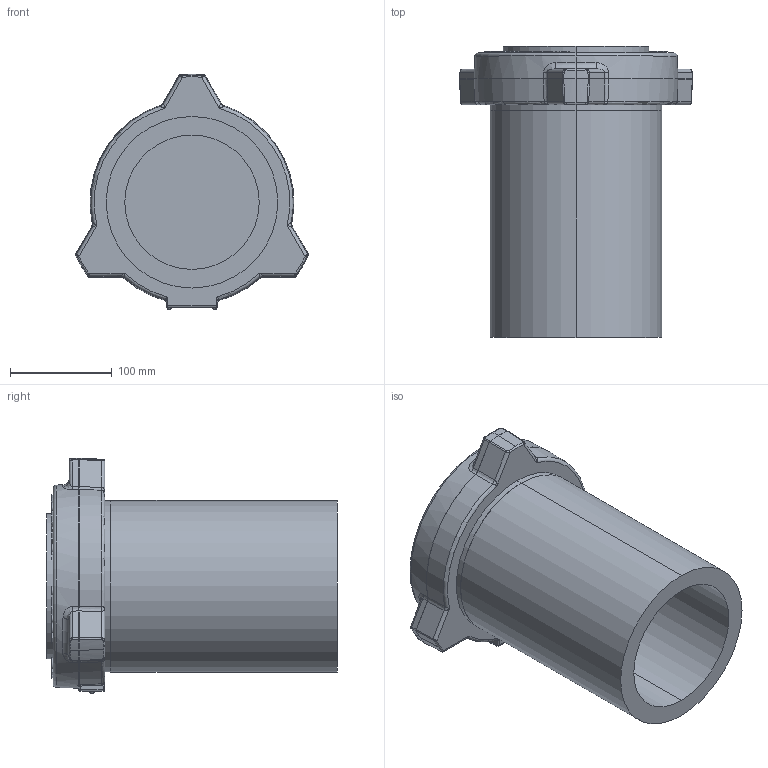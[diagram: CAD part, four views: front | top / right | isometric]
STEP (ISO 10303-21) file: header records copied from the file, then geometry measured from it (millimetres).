
FILE_DESCRIPTION (( 'STEP AP203' ), '1' );
FILE_NAME ('6 INCH 6100 HUC 10 INCH LG. (CCML10).STEP', '2017-10-02T18:19:10', ( '' ), ( '' ), 'SwSTEP 2.0', 'SolidWorks 2016', '' );
FILE_SCHEMA (( 'CONFIG_CONTROL_DESIGN' ));
Length unit declared in the file: inch
Products named in the file (1): 6 INCH 6100 HUC 10 INCH LG. (CCML10)
Bounding box: 228.41 x 285.37 x 230.74 mm (x, y, z)
Volume: 3408864.2 mm3; surface area: 333212.3 mm2
Topology: 1 solids, 1 shells, 883 faces, 2286 edges, 1471 vertices
Faces by surface type: plane 504, bspline 293, cylinder 34, torus 26, cone 18, sphere 8
Entity records: 41907 total; most frequent: CARTESIAN_POINT 22294, ORIENTED_EDGE 4548, DIRECTION 3068, EDGE_CURVE 2274, VECTOR 1490, LINE 1490, VERTEX_POINT 1471, EDGE_LOOP 961
